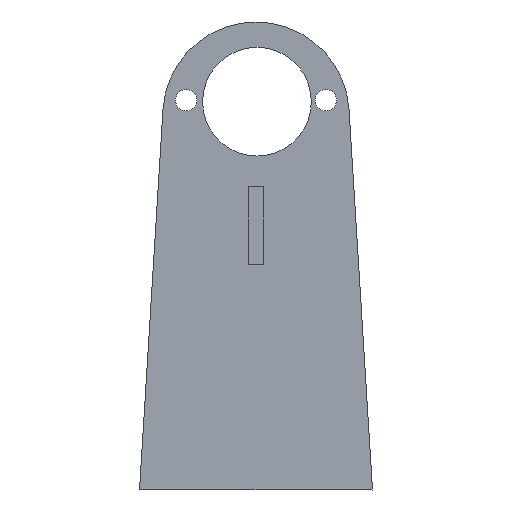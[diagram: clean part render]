
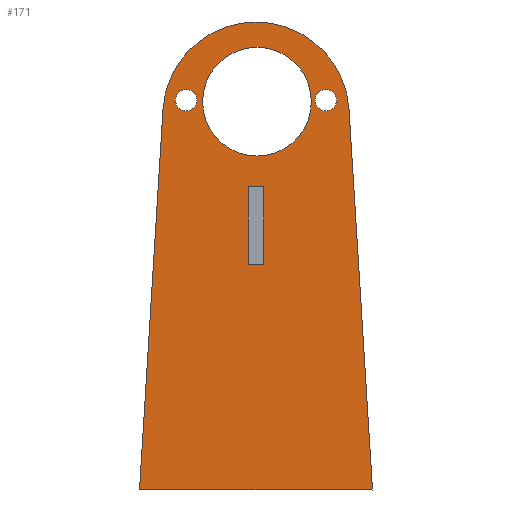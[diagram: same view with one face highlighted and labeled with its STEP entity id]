
A CAD part, left-side view. The second image highlights one B-rep face of the part: STEP entity #171.
In plain terms, the highlighted planar face has unit normal (-1, 0, 0).
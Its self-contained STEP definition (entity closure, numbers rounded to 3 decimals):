
#24 = VERTEX_POINT('',#25);
#25 = CARTESIAN_POINT('',(-113.,-23.954,117.488));
#31 = EDGE_CURVE('',#24,#32,#34,.T.);
#32 = VERTEX_POINT('',#33);
#33 = CARTESIAN_POINT('',(-113.,23.954,117.488));
#34 = CIRCLE('',#35,24.);
#35 = AXIS2_PLACEMENT_3D('',#36,#37,#38);
#36 = CARTESIAN_POINT('',(-113.,0.,116.01));
#37 = DIRECTION('',(-1.,0.,0.));
#38 = DIRECTION('',(0.,-1.,0.));
#66 = VERTEX_POINT('',#67);
#67 = CARTESIAN_POINT('',(-113.,-30.,19.488));
#73 = EDGE_CURVE('',#66,#24,#74,.T.);
#74 = LINE('',#75,#76);
#75 = CARTESIAN_POINT('',(-113.,-30.,19.488));
#76 = VECTOR('',#77,1.);
#77 = DIRECTION('',(0.,0.062,0.998));
#97 = VERTEX_POINT('',#98);
#98 = CARTESIAN_POINT('',(-113.,30.,19.488));
#104 = EDGE_CURVE('',#97,#32,#105,.T.);
#105 = LINE('',#106,#107);
#106 = CARTESIAN_POINT('',(-113.,30.,19.488));
#107 = VECTOR('',#108,1.);
#108 = DIRECTION('',(0.,-0.062,0.998));
#171 = ADVANCED_FACE('',(#172,#183,#194,#205,#239),#250,.T.);
#172 = FACE_BOUND('',#173,.T.);
#173 = EDGE_LOOP('',(#174,#175,#176,#182));
#174 = ORIENTED_EDGE('',*,*,#31,.T.);
#175 = ORIENTED_EDGE('',*,*,#104,.F.);
#176 = ORIENTED_EDGE('',*,*,#177,.T.);
#177 = EDGE_CURVE('',#97,#66,#178,.T.);
#178 = LINE('',#179,#180);
#179 = CARTESIAN_POINT('',(-113.,30.,19.488));
#180 = VECTOR('',#181,1.);
#181 = DIRECTION('',(0.,-1.,0.));
#182 = ORIENTED_EDGE('',*,*,#73,.T.);
#183 = FACE_BOUND('',#184,.T.);
#184 = EDGE_LOOP('',(#185));
#185 = ORIENTED_EDGE('',*,*,#186,.F.);
#186 = EDGE_CURVE('',#187,#187,#189,.T.);
#187 = VERTEX_POINT('',#188);
#188 = CARTESIAN_POINT('',(-113.,15.25,119.883));
#189 = CIRCLE('',#190,2.75);
#190 = AXIS2_PLACEMENT_3D('',#191,#192,#193);
#191 = CARTESIAN_POINT('',(-113.,18.,119.883));
#192 = DIRECTION('',(-1.,0.,0.));
#193 = DIRECTION('',(0.,-1.,0.));
#194 = FACE_BOUND('',#195,.T.);
#195 = EDGE_LOOP('',(#196));
#196 = ORIENTED_EDGE('',*,*,#197,.F.);
#197 = EDGE_CURVE('',#198,#198,#200,.T.);
#198 = VERTEX_POINT('',#199);
#199 = CARTESIAN_POINT('',(-113.,-14.249,119.488));
#200 = CIRCLE('',#201,14.);
#201 = AXIS2_PLACEMENT_3D('',#202,#203,#204);
#202 = CARTESIAN_POINT('',(-113.,-0.249,119.488));
#203 = DIRECTION('',(-1.,0.,0.));
#204 = DIRECTION('',(0.,-1.,0.));
#205 = FACE_BOUND('',#206,.T.);
#206 = EDGE_LOOP('',(#207,#217,#225,#233));
#207 = ORIENTED_EDGE('',*,*,#208,.F.);
#208 = EDGE_CURVE('',#209,#211,#213,.T.);
#209 = VERTEX_POINT('',#210);
#210 = CARTESIAN_POINT('',(-113.,-2.05,97.588));
#211 = VERTEX_POINT('',#212);
#212 = CARTESIAN_POINT('',(-113.,2.05,97.588));
#213 = LINE('',#214,#215);
#214 = CARTESIAN_POINT('',(-113.,-2.05,97.588));
#215 = VECTOR('',#216,1.);
#216 = DIRECTION('',(0.,1.,0.));
#217 = ORIENTED_EDGE('',*,*,#218,.F.);
#218 = EDGE_CURVE('',#219,#209,#221,.T.);
#219 = VERTEX_POINT('',#220);
#220 = CARTESIAN_POINT('',(-113.,-2.05,77.588));
#221 = LINE('',#222,#223);
#222 = CARTESIAN_POINT('',(-113.,-2.05,77.588));
#223 = VECTOR('',#224,1.);
#224 = DIRECTION('',(0.,0.,1.));
#225 = ORIENTED_EDGE('',*,*,#226,.F.);
#226 = EDGE_CURVE('',#227,#219,#229,.T.);
#227 = VERTEX_POINT('',#228);
#228 = CARTESIAN_POINT('',(-113.,2.05,77.588));
#229 = LINE('',#230,#231);
#230 = CARTESIAN_POINT('',(-113.,2.05,77.588));
#231 = VECTOR('',#232,1.);
#232 = DIRECTION('',(0.,-1.,0.));
#233 = ORIENTED_EDGE('',*,*,#234,.F.);
#234 = EDGE_CURVE('',#211,#227,#235,.T.);
#235 = LINE('',#236,#237);
#236 = CARTESIAN_POINT('',(-113.,2.05,97.588));
#237 = VECTOR('',#238,1.);
#238 = DIRECTION('',(0.,0.,-1.));
#239 = FACE_BOUND('',#240,.T.);
#240 = EDGE_LOOP('',(#241));
#241 = ORIENTED_EDGE('',*,*,#242,.F.);
#242 = EDGE_CURVE('',#243,#243,#245,.T.);
#243 = VERTEX_POINT('',#244);
#244 = CARTESIAN_POINT('',(-113.,-20.75,119.883));
#245 = CIRCLE('',#246,2.75);
#246 = AXIS2_PLACEMENT_3D('',#247,#248,#249);
#247 = CARTESIAN_POINT('',(-113.,-18.,119.883));
#248 = DIRECTION('',(-1.,0.,0.));
#249 = DIRECTION('',(0.,-1.,0.));
#250 = PLANE('',#251);
#251 = AXIS2_PLACEMENT_3D('',#252,#253,#254);
#252 = CARTESIAN_POINT('',(-113.,0.,72.682));
#253 = DIRECTION('',(-1.,0.,0.));
#254 = DIRECTION('',(0.,0.,-1.));
